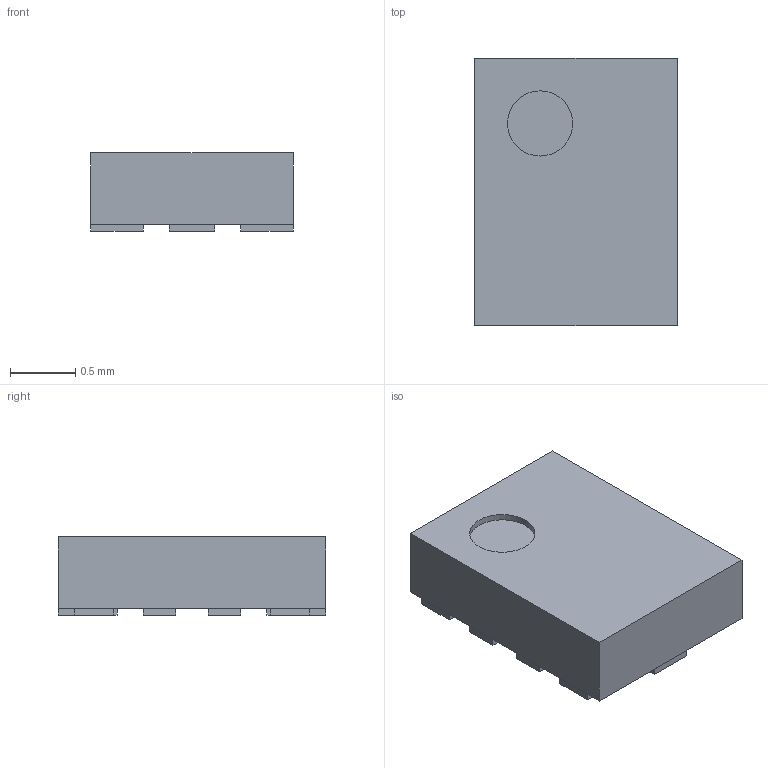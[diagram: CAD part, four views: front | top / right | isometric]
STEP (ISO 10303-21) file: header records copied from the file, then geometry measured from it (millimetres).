
FILE_DESCRIPTION((''),'2;1');
FILE_NAME('TEXAS_RSE (R-PUQFN-N10).stp','2015-09-14T17:07:40',(''),(''),'Mechanical Desktop 2011','Mechanical Desktop 2011',', , ');
FILE_SCHEMA(('AUTOMOTIVE_DESIGN { 1 2 10303 214 1 1 1 1 }'));
Length unit declared in the file: millimetre
Products named in the file (1): Product
Bounding box: 1.55 x 2.05 x 0.6 mm (x, y, z)
Volume: 1.8 mm3; surface area: 13.5 mm2
Topology: 11 solids, 11 shells, 70 faces, 141 edges, 94 vertices
Faces by surface type: bspline 60, plane 8, cylinder 2
Entity records: 1831 total; most frequent: CARTESIAN_POINT 486, ORIENTED_EDGE 282, DIRECTION 167, EDGE_CURVE 141, VECTOR 137, LINE 137, VERTEX_POINT 94, EDGE_LOOP 71
